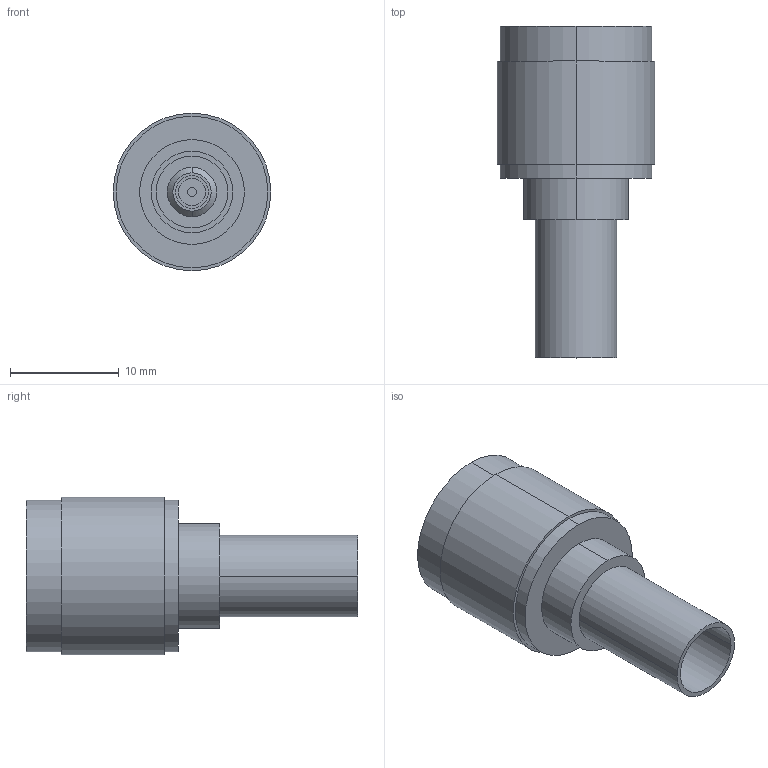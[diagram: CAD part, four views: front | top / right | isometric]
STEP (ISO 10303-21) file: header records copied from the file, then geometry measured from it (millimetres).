
FILE_DESCRIPTION (( 'STEP AP203' ), '1' );
FILE_NAME ('BAC893-59.STEP', '2006-06-30T19:32:05', ( ' ' ), ( ' ' ), 'SwSTEP 2.0', 'SolidWorks 2005354', '' );
FILE_SCHEMA (( 'CONFIG_CONTROL_DESIGN' ));
Length unit declared in the file: inch
Products named in the file (4): BAC893-59; BAC893-59-MA1; BAC893-59-MA2
Assembly tree (3 placements, depth 2):
  BAC893-59
    BAC893-59
    BAC893-59-MA1
    BAC893-59-MA2
Bounding box: 14.53 x 30.58 x 14.53 mm (x, y, z)
Volume: 1953.9 mm3; surface area: 3102.5 mm2
Topology: 3 solids, 3 shells, 86 faces, 196 edges, 128 vertices
Faces by surface type: plane 42, cylinder 38, cone 6
Entity records: 2890 total; most frequent: DIRECTION 484, CARTESIAN_POINT 416, ORIENTED_EDGE 392, AXIS2_PLACEMENT_3D 196, EDGE_CURVE 196, VERTEX_POINT 128, CIRCLE 104, EDGE_LOOP 102
